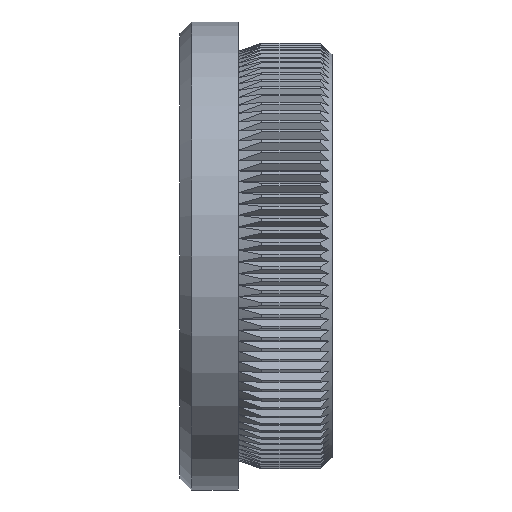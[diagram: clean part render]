
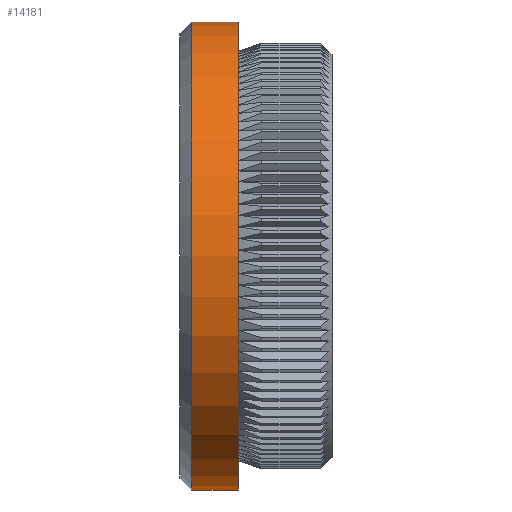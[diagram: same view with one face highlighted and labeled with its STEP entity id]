
A CAD part, left-side view. The second image highlights one B-rep face of the part: STEP entity #14181.
In plain terms, the highlighted cylindrical face has radius 20 mm (diameter 40 mm), a partial arc.
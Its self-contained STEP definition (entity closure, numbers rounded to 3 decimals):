
#190 = ORIENTED_EDGE ( 'NONE', *, *, #22662, .T. ) ;
#255 = EDGE_LOOP ( 'NONE', ( #24534, #190, #15730, #21740 ) ) ;
#1625 = DIRECTION ( 'NONE',  ( 0., -1., 0. ) ) ;
#2097 = CARTESIAN_POINT ( 'NONE',  ( 0., 12., -20. ) ) ;
#3493 = LINE ( 'NONE', #23089, #5814 ) ;
#4084 = FACE_OUTER_BOUND ( 'NONE', #255, .T. ) ;
#4752 = EDGE_CURVE ( 'NONE', #19224, #8797, #26938, .T. ) ;
#4860 = CARTESIAN_POINT ( 'NONE',  ( 0., 8., 0. ) ) ;
#5814 = VECTOR ( 'NONE', #10029, 1000. ) ;
#7019 = DIRECTION ( 'NONE',  ( 0., 0., 1. ) ) ;
#7506 = AXIS2_PLACEMENT_3D ( 'NONE', #14450, #1625, #16641 ) ;
#8797 = VERTEX_POINT ( 'NONE', #26206 ) ;
#9059 = AXIS2_PLACEMENT_3D ( 'NONE', #22175, #19997, #7019 ) ;
#9746 = CARTESIAN_POINT ( 'NONE',  ( 0., 12., 20. ) ) ;
#10029 = DIRECTION ( 'NONE',  ( 0., -1., 0. ) ) ;
#10476 = CARTESIAN_POINT ( 'NONE',  ( 0., 0., 20. ) ) ;
#12202 = EDGE_CURVE ( 'NONE', #17959, #17090, #3493, .T. ) ;
#13795 = CIRCLE ( 'NONE', #24281, 20. ) ;
#14181 = ADVANCED_FACE ( 'NONE', ( #4084 ), #22547, .T. ) ;
#14244 = CIRCLE ( 'NONE', #9059, 20. ) ;
#14450 = CARTESIAN_POINT ( 'NONE',  ( 0., 0., 0. ) ) ;
#15730 = ORIENTED_EDGE ( 'NONE', *, *, #12202, .T. ) ;
#15865 = EDGE_CURVE ( 'NONE', #8797, #17090, #13795, .T. ) ;
#16641 = DIRECTION ( 'NONE',  ( 0., 0., -1. ) ) ;
#17090 = VERTEX_POINT ( 'NONE', #24954 ) ;
#17808 = DIRECTION ( 'NONE',  ( 0., -1., 0. ) ) ;
#17959 = VERTEX_POINT ( 'NONE', #2097 ) ;
#19224 = VERTEX_POINT ( 'NONE', #9746 ) ;
#19863 = DIRECTION ( 'NONE',  ( 0., 0., -1. ) ) ;
#19997 = DIRECTION ( 'NONE',  ( 0., -1., 0. ) ) ;
#21740 = ORIENTED_EDGE ( 'NONE', *, *, #15865, .F. ) ;
#22175 = CARTESIAN_POINT ( 'NONE',  ( 0., 12., 0. ) ) ;
#22547 = CYLINDRICAL_SURFACE ( 'NONE', #7506, 20. ) ;
#22662 = EDGE_CURVE ( 'NONE', #19224, #17959, #14244, .T. ) ;
#23089 = CARTESIAN_POINT ( 'NONE',  ( 0., 0., -20. ) ) ;
#24281 = AXIS2_PLACEMENT_3D ( 'NONE', #4860, #17808, #19863 ) ;
#24534 = ORIENTED_EDGE ( 'NONE', *, *, #4752, .F. ) ;
#24954 = CARTESIAN_POINT ( 'NONE',  ( 0., 8., -20. ) ) ;
#26206 = CARTESIAN_POINT ( 'NONE',  ( 0., 8., 20. ) ) ;
#26435 = DIRECTION ( 'NONE',  ( 0., -1., 0. ) ) ;
#26592 = VECTOR ( 'NONE', #26435, 1000. ) ;
#26938 = LINE ( 'NONE', #10476, #26592 ) ;
